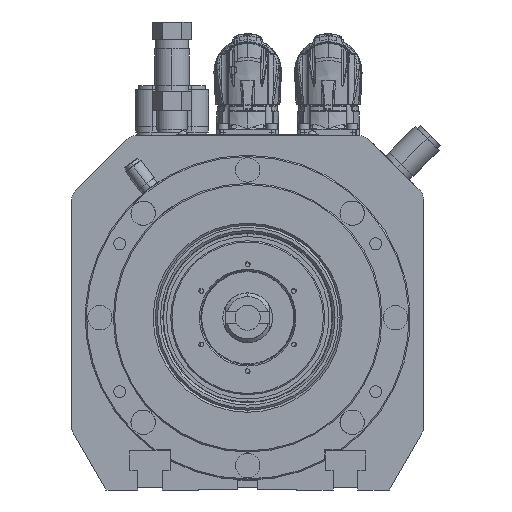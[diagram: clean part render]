
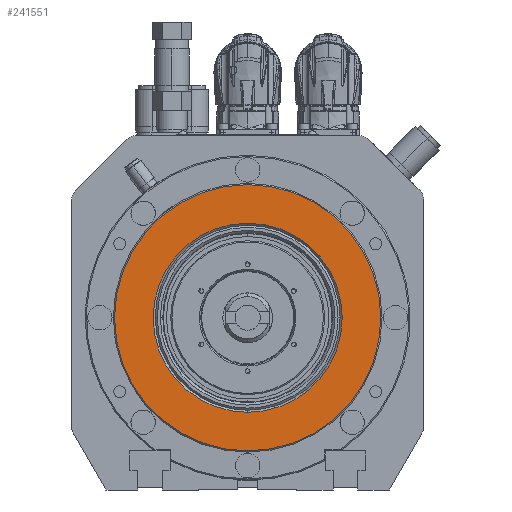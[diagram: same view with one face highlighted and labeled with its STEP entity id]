
A CAD part, left-side view. The second image highlights one B-rep face of the part: STEP entity #241551.
In plain terms, the highlighted planar face has unit normal (-1, 0, 0).
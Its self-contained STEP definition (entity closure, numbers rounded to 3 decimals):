
#241515=CARTESIAN_POINT('',(-360.5,-0.,55.));
#241516=DIRECTION('',(1.,0.,0.));
#241517=DIRECTION('',(0.,0.,-1.));
#241518=AXIS2_PLACEMENT_3D('',#241515,#241516,#241517);
#241519=PLANE('',#241518);
#241520=CARTESIAN_POINT('',(-360.5,-0.,-38.688));
#241521=VERTEX_POINT('',#241520);
#241522=CARTESIAN_POINT('',(-360.5,-0.,38.688));
#241523=VERTEX_POINT('',#241522);
#241524=CARTESIAN_POINT('',(-360.5,-0.,-0.));
#241525=DIRECTION('',(1.,0.,0.));
#241526=DIRECTION('',(0.,0.,-1.));
#241527=AXIS2_PLACEMENT_3D('',#241524,#241525,#241526);
#241528=CIRCLE('',#241527,38.688);
#241529=EDGE_CURVE('',#241521,#241523,#241528,.T.);
#241530=ORIENTED_EDGE('',*,*,#241529,.T.);
#241531=CARTESIAN_POINT('',(-360.5,-0.,-0.));
#241532=DIRECTION('',(1.,0.,0.));
#241533=DIRECTION('',(0.,0.,-1.));
#241534=AXIS2_PLACEMENT_3D('',#241531,#241532,#241533);
#241535=CIRCLE('',#241534,38.688);
#241536=EDGE_CURVE('',#241523,#241521,#241535,.T.);
#241537=ORIENTED_EDGE('',*,*,#241536,.T.);
#241538=EDGE_LOOP('',(#241530,#241537));
#241539=FACE_BOUND('',#241538,.T.);
#241540=CARTESIAN_POINT('',(-360.5,-0.,-54.5));
#241541=VERTEX_POINT('',#241540);
#241542=CARTESIAN_POINT('',(-360.5,-0.,-0.));
#241543=DIRECTION('',(-1.,0.,-0.));
#241544=DIRECTION('',(0.,0.,-1.));
#241545=AXIS2_PLACEMENT_3D('',#241542,#241543,#241544);
#241546=CIRCLE('',#241545,54.5);
#241547=EDGE_CURVE('',#241541,#241541,#241546,.T.);
#241548=ORIENTED_EDGE('',*,*,#241547,.T.);
#241549=EDGE_LOOP('',(#241548));
#241550=FACE_BOUND('',#241549,.T.);
#241551=ADVANCED_FACE('',(#241539,#241550),#241519,.F.);
